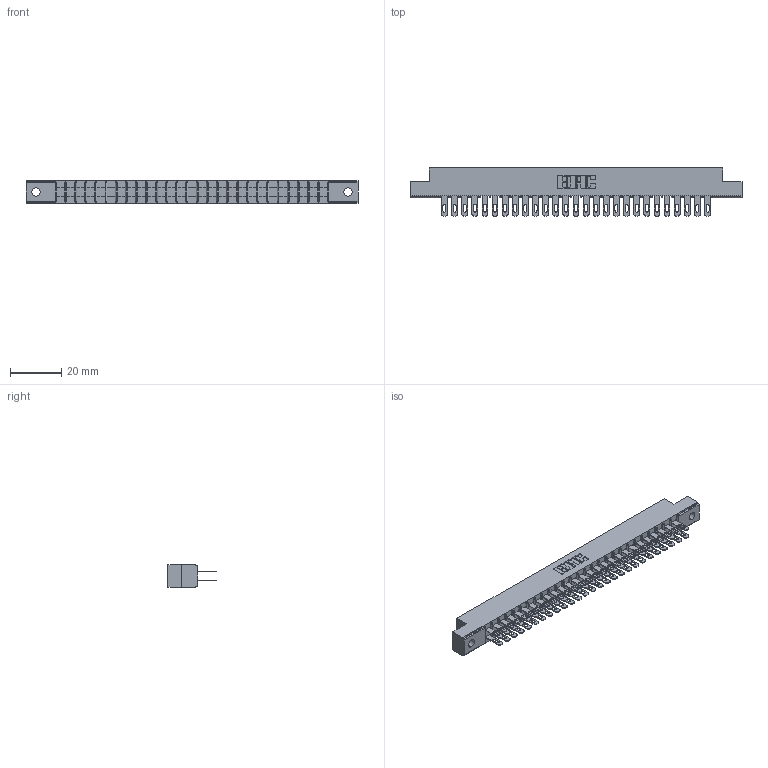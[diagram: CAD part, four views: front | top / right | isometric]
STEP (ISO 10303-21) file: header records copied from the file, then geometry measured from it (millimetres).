
FILE_DESCRIPTION (( 'STEP AP203' ), '1' );
FILE_NAME ('305-054-500-502.STEP', '2019-09-09T22:48:42', ( '' ), ( '' ), 'SwSTEP 2.0', 'SolidWorks 2016', '' );
FILE_SCHEMA (( 'CONFIG_CONTROL_DESIGN' ));
Length unit declared in the file: inch
Products named in the file (3): 305-054-500-502; 305 Part_.128 Dia; 305-290-001_500
Assembly tree (55 placements, depth 2):
  305-054-500-502
    305 Part_.128 Dia
    305-290-001_500  x54
Bounding box: 130 x 18.85 x 8.71 mm (x, y, z)
Volume: 7900.4 mm3; surface area: 16748.1 mm2
Topology: 55 solids, 55 shells, 2816 faces, 8065 edges, 5230 vertices
Faces by surface type: plane 1580, cylinder 1128, sphere 108
Entity records: 31084 total; most frequent: CARTESIAN_POINT 5143, ORIENTED_EDGE 5102, DIRECTION 4989, EDGE_CURVE 2551, LINE 2045, VECTOR 2045, VERTEX_POINT 1626, AXIS2_PLACEMENT_3D 1472
